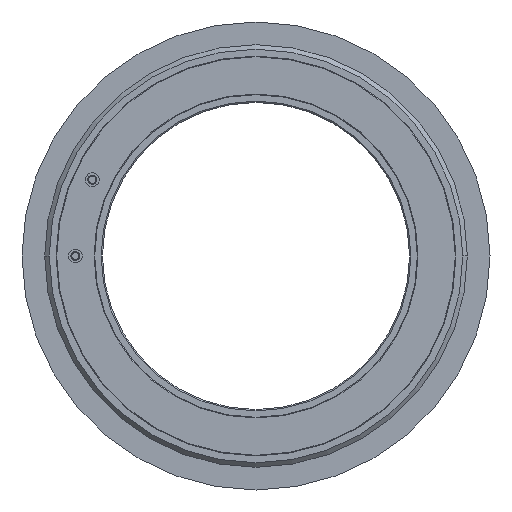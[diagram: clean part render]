
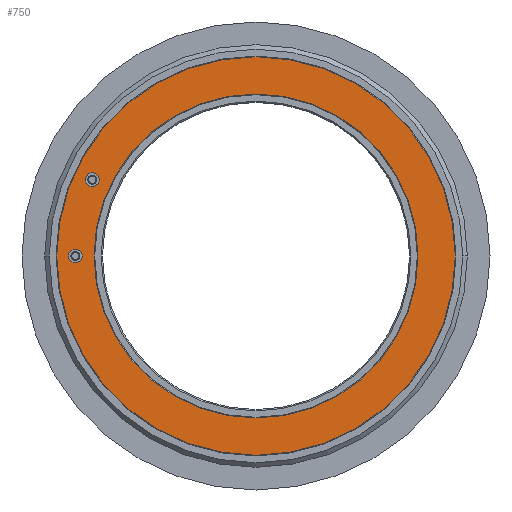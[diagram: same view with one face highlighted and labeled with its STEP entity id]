
A CAD part, left-side view. The second image highlights one B-rep face of the part: STEP entity #750.
In plain terms, the highlighted planar face has unit normal (-1, 0, 0).
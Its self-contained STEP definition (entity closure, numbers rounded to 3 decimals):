
#354 = EDGE_CURVE( '', #706, #640, #1014, .T. );
#478 = VERTEX_POINT( '', #1153 );
#526 = EDGE_CURVE( '', #778, #604, #1206, .T. );
#562 = EDGE_CURVE( '', #640, #706, #1246, .T. );
#604 = VERTEX_POINT( '', #1293 );
#640 = VERTEX_POINT( '', #1332 );
#644 = VERTEX_POINT( '', #1336 );
#706 = VERTEX_POINT( '', #1408 );
#726 = EDGE_CURVE( '', #984, #906, #1431, .T. );
#742 = EDGE_CURVE( '', #644, #478, #1448, .T. );
#750 = ADVANCED_FACE( '', ( #1456, #1457, #1458, #1459 ), #1460, .T. );
#778 = VERTEX_POINT( '', #1493 );
#872 = EDGE_CURVE( '', #906, #984, #1596, .T. );
#906 = VERTEX_POINT( '', #1639 );
#972 = EDGE_CURVE( '', #478, #644, #1713, .T. );
#982 = EDGE_CURVE( '', #604, #778, #1724, .T. );
#984 = VERTEX_POINT( '', #1726 );
#1014 = CIRCLE( '', #1747, 178.207 );
#1153 = CARTESIAN_POINT( '', ( -75., -219.293, 0. ) );
#1206 = CIRCLE( '', #1994, 7.5 );
#1246 = CIRCLE( '', #2045, 178.207 );
#1293 = CARTESIAN_POINT( '', ( -75., 180.129, 91.495 ) );
#1332 = CARTESIAN_POINT( '', ( -75., -178.207, 0. ) );
#1336 = CARTESIAN_POINT( '', ( -75., 219.293, 0. ) );
#1408 = CARTESIAN_POINT( '', ( -75., 178.207, 0. ) );
#1431 = CIRCLE( '', #2283, 7.5 );
#1448 = CIRCLE( '', #2302, 219.293 );
#1456 = FACE_BOUND( '', #2313, .T. );
#1457 = FACE_BOUND( '', #2314, .T. );
#1458 = FACE_BOUND( '', #2315, .T. );
#1459 = FACE_OUTER_BOUND( '', #2316, .T. );
#1460 = PLANE( '', #2317 );
#1493 = CARTESIAN_POINT( '', ( -75., 180.129, 76.495 ) );
#1596 = CIRCLE( '', #2494, 7.5 );
#1639 = CARTESIAN_POINT( '', ( -75., 198.75, 7.5 ) );
#1713 = CIRCLE( '', #2642, 219.293 );
#1724 = CIRCLE( '', #2656, 7.5 );
#1726 = CARTESIAN_POINT( '', ( -75., 198.75, -7.5 ) );
#1747 = AXIS2_PLACEMENT_3D( '', #2665, #2666, #2667 );
#1994 = AXIS2_PLACEMENT_3D( '', #2910, #2911, #2912 );
#2045 = AXIS2_PLACEMENT_3D( '', #2966, #2967, #2968 );
#2283 = AXIS2_PLACEMENT_3D( '', #3212, #3213, #3214 );
#2302 = AXIS2_PLACEMENT_3D( '', #3226, #3227, #3228 );
#2313 = EDGE_LOOP( '', ( #3239, #3240 ) );
#2314 = EDGE_LOOP( '', ( #3241, #3242 ) );
#2315 = EDGE_LOOP( '', ( #3243, #3244 ) );
#2316 = EDGE_LOOP( '', ( #3245, #3246 ) );
#2317 = AXIS2_PLACEMENT_3D( '', #3247, #3248, #3249 );
#2494 = AXIS2_PLACEMENT_3D( '', #3428, #3429, #3430 );
#2642 = AXIS2_PLACEMENT_3D( '', #3593, #3594, #3595 );
#2656 = AXIS2_PLACEMENT_3D( '', #3610, #3611, #3612 );
#2665 = CARTESIAN_POINT( '', ( -75., 0., 0. ) );
#2666 = DIRECTION( '', ( -1., 0., 0. ) );
#2667 = DIRECTION( '', ( 0., 1., 0. ) );
#2910 = CARTESIAN_POINT( '', ( -75., 180.129, 83.995 ) );
#2911 = DIRECTION( '', ( 1., 0., 0. ) );
#2912 = DIRECTION( '', ( 0., 0., -1. ) );
#2966 = CARTESIAN_POINT( '', ( -75., 0., 0. ) );
#2967 = DIRECTION( '', ( -1., 0., 0. ) );
#2968 = DIRECTION( '', ( 0., 1., 0. ) );
#3212 = CARTESIAN_POINT( '', ( -75., 198.75, 0. ) );
#3213 = DIRECTION( '', ( 1., 0., 0. ) );
#3214 = DIRECTION( '', ( 0., 0., -1. ) );
#3226 = CARTESIAN_POINT( '', ( -75., 0., 0. ) );
#3227 = DIRECTION( '', ( -1., 0., 0. ) );
#3228 = DIRECTION( '', ( 0., 1., 0. ) );
#3239 = ORIENTED_EDGE( '', *, *, #526, .T. );
#3240 = ORIENTED_EDGE( '', *, *, #982, .T. );
#3241 = ORIENTED_EDGE( '', *, *, #726, .T. );
#3242 = ORIENTED_EDGE( '', *, *, #872, .T. );
#3243 = ORIENTED_EDGE( '', *, *, #354, .F. );
#3244 = ORIENTED_EDGE( '', *, *, #562, .F. );
#3245 = ORIENTED_EDGE( '', *, *, #742, .T. );
#3246 = ORIENTED_EDGE( '', *, *, #972, .T. );
#3247 = CARTESIAN_POINT( '', ( -75., 198.75, 0. ) );
#3248 = DIRECTION( '', ( -1., 0., 0. ) );
#3249 = DIRECTION( '', ( 0., 1., 0. ) );
#3428 = CARTESIAN_POINT( '', ( -75., 198.75, 0. ) );
#3429 = DIRECTION( '', ( 1., 0., 0. ) );
#3430 = DIRECTION( '', ( 0., 0., -1. ) );
#3593 = CARTESIAN_POINT( '', ( -75., 0., 0. ) );
#3594 = DIRECTION( '', ( -1., 0., 0. ) );
#3595 = DIRECTION( '', ( 0., 1., 0. ) );
#3610 = CARTESIAN_POINT( '', ( -75., 180.129, 83.995 ) );
#3611 = DIRECTION( '', ( 1., 0., 0. ) );
#3612 = DIRECTION( '', ( 0., 0., -1. ) );
